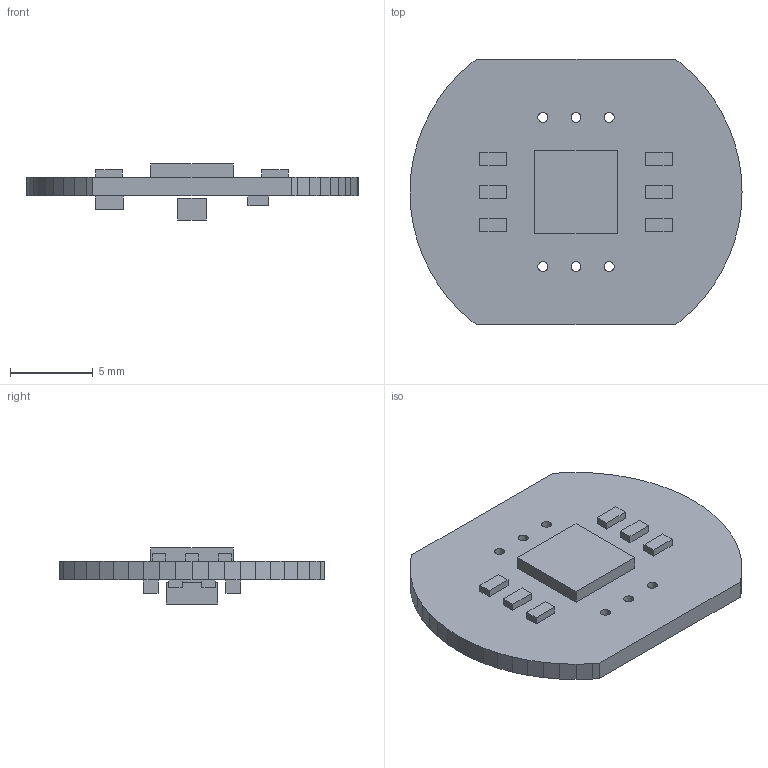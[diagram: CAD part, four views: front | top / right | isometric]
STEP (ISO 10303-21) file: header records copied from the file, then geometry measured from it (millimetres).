
FILE_DESCRIPTION(('Open CASCADE Model'),'2;1');
FILE_NAME('Open CASCADE Shape Model','2011-02-23T23:04:51',('Author'),( 'Open CASCADE'),'Open CASCADE STEP processor 6.2','Open CASCADE 6.2' ,'Unknown');
FILE_SCHEMA(('AUTOMOTIVE_DESIGN { 1 0 10303 214 1 1 1 1 }'));
Length unit declared in the file: millimetre
Products named in the file (25): PCB; Board; C100; 454194336; Extruded; C101; 454187040; C102; C103; C104; IC100; 454194208; L100; L101; LED100; 454194080; LED101; R100; R101; D100; 454194464
Assembly tree (32 placements, depth 4):
  PCB
    Board
    C100
      454194336
        Extruded
    C101
      454187040
        Extruded
    C102
      454187040
        Extruded
    C103
      454187040
        Extruded
    C104
      454187040
        Extruded
    IC100
      454194208
        Extruded
    L100
      454187040
        Extruded
    L101
      454187040
        Extruded
    LED100
      454194080
        Extruded
    LED101
      454194080
        Extruded
    R100
      454187040
        Extruded
    R101
      454187040
        Extruded
    D100
      454194464
        Extruded
Bounding box: 20.02 x 16 x 3.38 mm (x, y, z)
Volume: 350.8 mm3; surface area: 791.4 mm2
Topology: 14 solids, 14 shells, 130 faces, 306 edges, 204 vertices
Faces by surface type: plane 124, cylinder 6
Full cylindrical faces by diameter (mm): 0.6 x6
Entity records: 5794 total; most frequent: CARTESIAN_POINT 957, DIRECTION 860, LINE 606, VECTOR 606, ORIENTED_EDGE 420, PCURVE 420, DEFINITIONAL_REPRESENTATION 420, EDGE_CURVE 210
